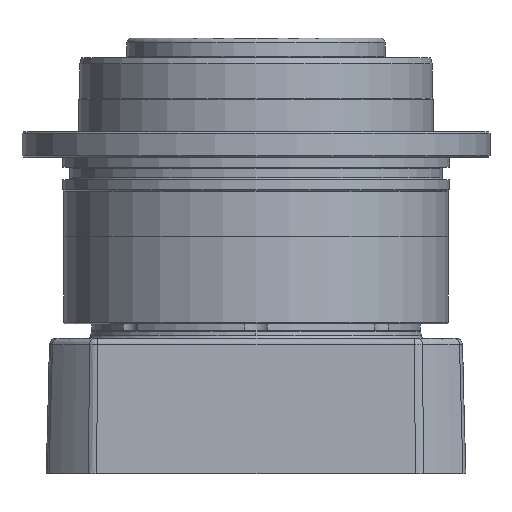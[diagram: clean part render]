
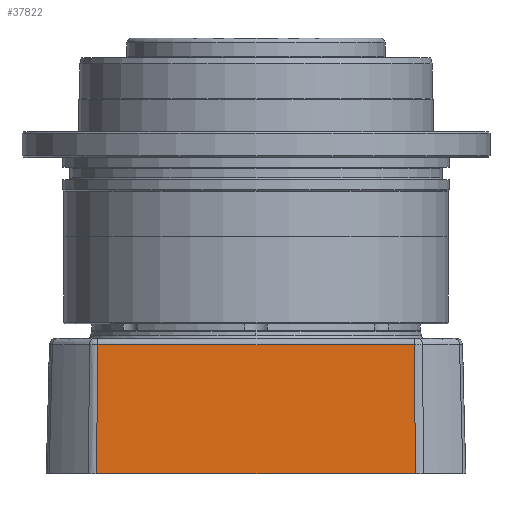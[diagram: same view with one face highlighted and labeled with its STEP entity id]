
A CAD part, front view. The second image highlights one B-rep face of the part: STEP entity #37822.
In plain terms, the highlighted face is planar.
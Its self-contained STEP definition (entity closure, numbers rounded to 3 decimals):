
#669 = LINE ( 'NONE', #15614, #18820 ) ;
#692 = ORIENTED_EDGE ( 'NONE', *, *, #42821, .F. ) ;
#4933 = DIRECTION ( 'NONE',  ( -1., 0.026, 0. ) ) ;
#5375 = VERTEX_POINT ( 'NONE', #11401 ) ;
#5696 = DIRECTION ( 'NONE',  ( 0., 0., 1. ) ) ;
#7442 = CARTESIAN_POINT ( 'NONE',  ( -46766.354, -65., -49.409 ) ) ;
#8334 = EDGE_LOOP ( 'NONE', ( #692, #19864, #43808, #29333 ) ) ;
#8415 = EDGE_CURVE ( 'NONE', #5375, #39041, #23287, .T. ) ;
#8601 = DIRECTION ( 'NONE',  ( 0.026, 1., 0. ) ) ;
#9906 = LINE ( 'NONE', #37269, #49229 ) ;
#11401 = CARTESIAN_POINT ( 'NONE',  ( -46806.406, -63.951, 49.037 ) ) ;
#11841 = DIRECTION ( 'NONE',  ( -1., 0.026, 0.009 ) ) ;
#12148 = PLANE ( 'NONE',  #26033 ) ;
#15614 = CARTESIAN_POINT ( 'NONE',  ( -46765.954, -65.01, -49.413 ) ) ;
#16038 = EDGE_CURVE ( 'NONE', #39041, #39777, #45371, .T. ) ;
#16044 = FACE_OUTER_BOUND ( 'NONE', #8334, .T. ) ;
#18820 = VECTOR ( 'NONE', #11841, 1000. ) ;
#19769 = CARTESIAN_POINT ( 'NONE',  ( -46766.354, -65., 50.806 ) ) ;
#19864 = ORIENTED_EDGE ( 'NONE', *, *, #16038, .F. ) ;
#20349 = CARTESIAN_POINT ( 'NONE',  ( -46806.406, -63.951, -49.037 ) ) ;
#21847 = CARTESIAN_POINT ( 'NONE',  ( -46766.354, -65., 49.409 ) ) ;
#22472 = CARTESIAN_POINT ( 'NONE',  ( -46766.354, -65., 50.806 ) ) ;
#23287 = LINE ( 'NONE', #47010, #42588 ) ;
#23879 = DIRECTION ( 'NONE',  ( 1., -0.026, 0.009 ) ) ;
#24627 = EDGE_CURVE ( 'NONE', #46646, #5375, #9906, .T. ) ;
#26033 = AXIS2_PLACEMENT_3D ( 'NONE', #19769, #8601, #4933 ) ;
#29333 = ORIENTED_EDGE ( 'NONE', *, *, #24627, .F. ) ;
#30231 = DIRECTION ( 'NONE',  ( 0., 0., -1. ) ) ;
#36327 = VECTOR ( 'NONE', #30231, 1000. ) ;
#37269 = CARTESIAN_POINT ( 'NONE',  ( -46806.406, -63.951, 50.806 ) ) ;
#37822 = ADVANCED_FACE ( 'NONE', ( #16044 ), #12148, .F. ) ;
#39041 = VERTEX_POINT ( 'NONE', #21847 ) ;
#39777 = VERTEX_POINT ( 'NONE', #7442 ) ;
#42588 = VECTOR ( 'NONE', #23879, 1000. ) ;
#42821 = EDGE_CURVE ( 'NONE', #39777, #46646, #669, .T. ) ;
#43808 = ORIENTED_EDGE ( 'NONE', *, *, #8415, .F. ) ;
#45371 = LINE ( 'NONE', #22472, #36327 ) ;
#46646 = VERTEX_POINT ( 'NONE', #20349 ) ;
#47010 = CARTESIAN_POINT ( 'NONE',  ( -46806.406, -63.951, 49.037 ) ) ;
#49229 = VECTOR ( 'NONE', #5696, 1000. ) ;
